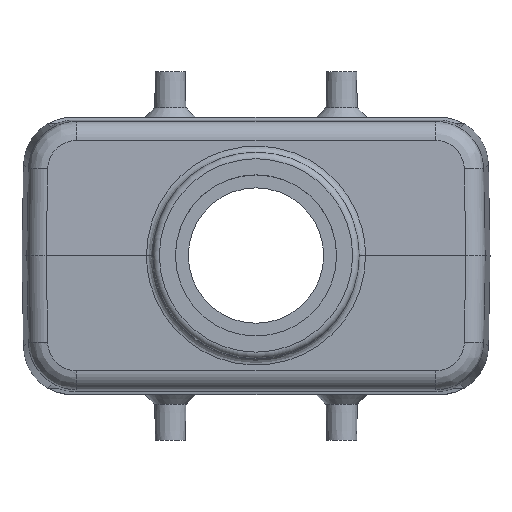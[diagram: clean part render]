
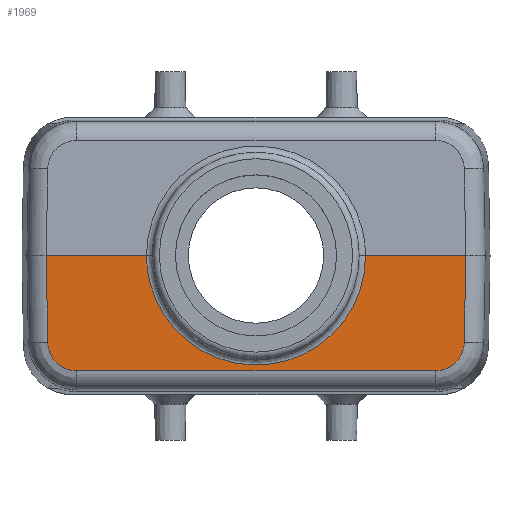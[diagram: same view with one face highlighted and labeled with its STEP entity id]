
A CAD part, top view. The second image highlights one B-rep face of the part: STEP entity #1969.
In plain terms, the highlighted planar face has unit normal (0, -0.018, 1).
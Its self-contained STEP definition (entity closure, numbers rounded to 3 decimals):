
#734=ELLIPSE('',#4882,17.003,17.);
#735=ELLIPSE('',#4883,4.505,4.5);
#736=ELLIPSE('',#4884,4.505,4.5);
#946=LINE('',#6718,#1321);
#947=LINE('',#6723,#1322);
#985=LINE('',#6916,#1360);
#986=LINE('',#6920,#1361);
#987=LINE('',#6924,#1362);
#1321=VECTOR('',#5342,1.);
#1322=VECTOR('',#5345,1.);
#1360=VECTOR('',#5489,1.);
#1361=VECTOR('',#5492,1.);
#1362=VECTOR('',#5495,1.);
#1610=PLANE('',#4885);
#1768=FACE_OUTER_BOUND('',#2307,.T.);
#1969=ADVANCED_FACE('',(#1768),#1610,.F.);
#2307=EDGE_LOOP('',(#2827,#2828,#2829,#2830,#2831,#2832,#2833,#2834));
#2827=ORIENTED_EDGE('',*,*,#4165,.T.);
#2828=ORIENTED_EDGE('',*,*,#4237,.T.);
#2829=ORIENTED_EDGE('',*,*,#4163,.T.);
#2830=ORIENTED_EDGE('',*,*,#4238,.F.);
#2831=ORIENTED_EDGE('',*,*,#4239,.F.);
#2832=ORIENTED_EDGE('',*,*,#4240,.T.);
#2833=ORIENTED_EDGE('',*,*,#4241,.T.);
#2834=ORIENTED_EDGE('',*,*,#4242,.T.);
#3775=VERTEX_POINT('',#6719);
#3776=VERTEX_POINT('',#6720);
#3777=VERTEX_POINT('',#6722);
#3778=VERTEX_POINT('',#6724);
#3822=VERTEX_POINT('',#6917);
#3823=VERTEX_POINT('',#6919);
#3824=VERTEX_POINT('',#6921);
#3825=VERTEX_POINT('',#6923);
#4163=EDGE_CURVE('',#3775,#3776,#946,.T.);
#4165=EDGE_CURVE('',#3778,#3777,#947,.T.);
#4237=EDGE_CURVE('',#3777,#3775,#734,.T.);
#4238=EDGE_CURVE('',#3822,#3776,#985,.T.);
#4239=EDGE_CURVE('',#3823,#3822,#735,.T.);
#4240=EDGE_CURVE('',#3823,#3824,#986,.T.);
#4241=EDGE_CURVE('',#3824,#3825,#736,.T.);
#4242=EDGE_CURVE('',#3825,#3778,#987,.T.);
#4882=AXIS2_PLACEMENT_3D('',#6915,#5487,#5488);
#4883=AXIS2_PLACEMENT_3D('',#6918,#5490,#5491);
#4884=AXIS2_PLACEMENT_3D('',#6922,#5493,#5494);
#4885=AXIS2_PLACEMENT_3D('',#6925,#5496,#5497);
#5342=DIRECTION('',(-1.,0.,0.));
#5345=DIRECTION('',(-1.,0.,0.));
#5487=DIRECTION('',(0.,0.017,-1.));
#5488=DIRECTION('',(0.,-1.,-0.017));
#5489=DIRECTION('',(-0.017,1.,0.017));
#5490=DIRECTION('',(0.,0.017,-1.));
#5491=DIRECTION('',(-0.531,-0.847,-0.015));
#5492=DIRECTION('',(1.,0.,0.));
#5493=DIRECTION('',(0.,-0.017,1.));
#5494=DIRECTION('',(0.531,-0.847,-0.015));
#5495=DIRECTION('',(0.017,1.,0.017));
#5496=DIRECTION('',(0.,0.017,-1.));
#5497=DIRECTION('',(0.,1.,0.017));
#6718=CARTESIAN_POINT('',(-36.3,0.,35.85));
#6719=CARTESIAN_POINT('',(-17.,0.,35.85));
#6720=CARTESIAN_POINT('',(-32.54,0.,35.85));
#6722=CARTESIAN_POINT('',(17.,0.,35.85));
#6723=CARTESIAN_POINT('',(-36.3,0.,35.85));
#6724=CARTESIAN_POINT('',(32.54,0.,35.85));
#6915=CARTESIAN_POINT('',(0.,0.017,35.85));
#6916=CARTESIAN_POINT('',(-32.541,0.05,35.851));
#6917=CARTESIAN_POINT('',(-32.311,-13.45,35.615));
#6918=CARTESIAN_POINT('',(-27.81,-13.368,35.617));
#6919=CARTESIAN_POINT('',(-27.815,-17.871,35.538));
#6920=CARTESIAN_POINT('',(-36.3,-17.871,35.538));
#6921=CARTESIAN_POINT('',(27.815,-17.871,35.538));
#6922=CARTESIAN_POINT('',(27.81,-13.368,35.617));
#6923=CARTESIAN_POINT('',(32.311,-13.45,35.615));
#6924=CARTESIAN_POINT('',(32.541,0.05,35.851));
#6925=CARTESIAN_POINT('',(-36.3,0.,35.85));
